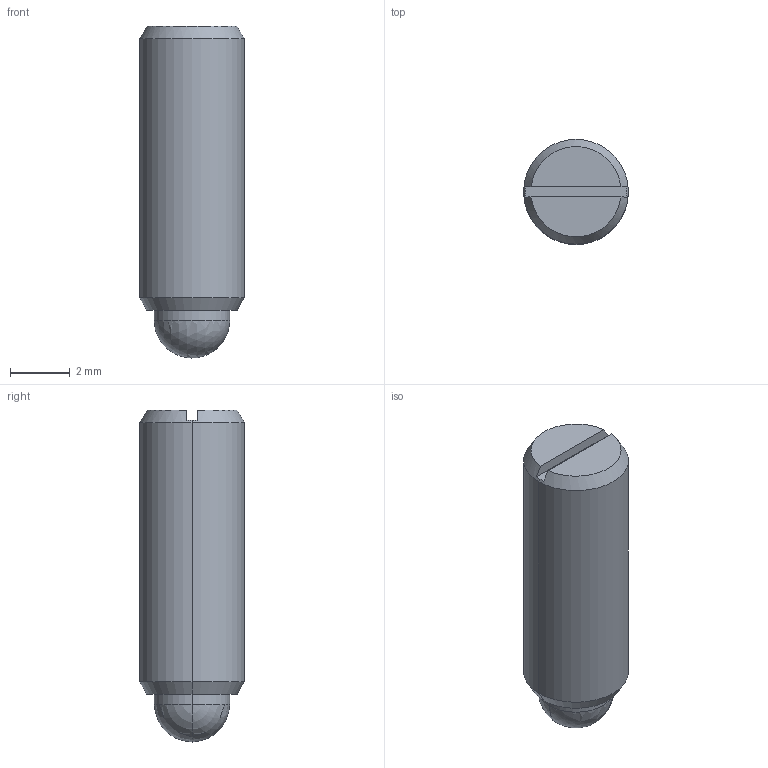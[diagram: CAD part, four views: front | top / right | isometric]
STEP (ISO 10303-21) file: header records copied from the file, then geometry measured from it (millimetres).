
FILE_DESCRIPTION(('STEP AP214'),'1');
FILE_NAME(' ',' ',('TraceParts'),('TraceParts S.A.'),'XStep 1.0',' ',' ');
FILE_SCHEMA(('automotive_design'));
Length unit declared in the file: millimetre
Products named in the file (1): 1
Bounding box: 3.51 x 3.51 x 11.12 mm (x, y, z)
Volume: 96.6 mm3; surface area: 129.7 mm2
Topology: 1 solids, 1 shells, 16 faces, 37 edges, 20 vertices
Faces by surface type: plane 6, cylinder 4, cone 4, sphere 2
Entity records: 831 total; most frequent: DIRECTION 80, CARTESIAN_POINT 78, STYLED_ITEM 69, PRESENTATION_STYLE_ASSIGNMENT 69, COLOUR_RGB 69, ORIENTED_EDGE 66, AXIS2_PLACEMENT_3D 34, EDGE_CURVE 33
